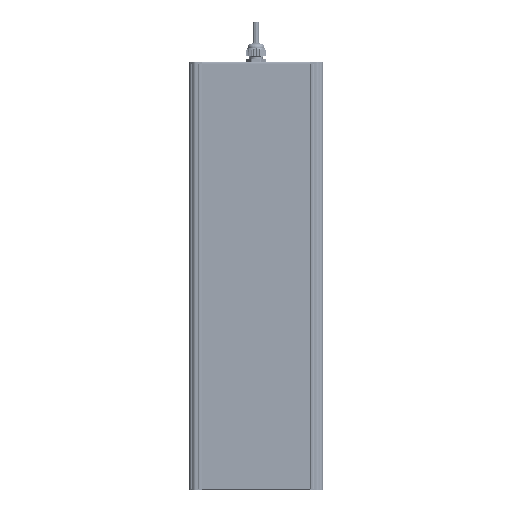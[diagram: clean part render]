
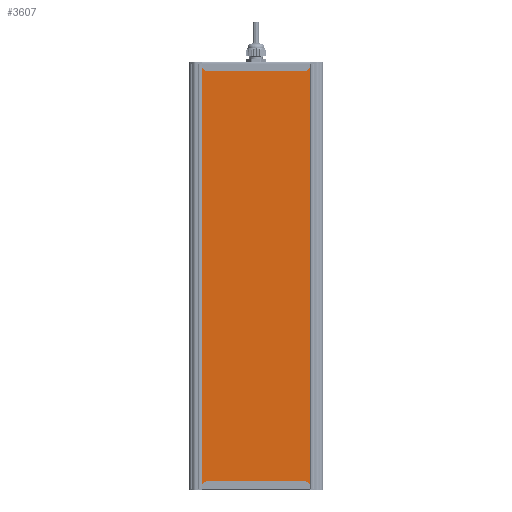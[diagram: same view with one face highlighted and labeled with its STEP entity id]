
A CAD part, front view. The second image highlights one B-rep face of the part: STEP entity #3607.
In plain terms, the highlighted face is planar.
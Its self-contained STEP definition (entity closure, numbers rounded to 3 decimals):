
#3607=ADVANCED_FACE('',(#13668),#13670,.T.);
#13668=FACE_BOUND('',#13669,.T.);
#13669=EDGE_LOOP('',(#42690,#42691,#42692,#42693));
#13670=PLANE('',#13671);
#13671=AXIS2_PLACEMENT_3D('',#13672,#13673,#13674);
#13672=CARTESIAN_POINT('',(2111.497,401.002,-34.582));
#13673=DIRECTION('',(0.,0.,-1.));
#13674=DIRECTION('',(0.,1.,0.));
#42690=ORIENTED_EDGE('',*,*,#49656,.F.);
#42691=ORIENTED_EDGE('',*,*,#49655,.T.);
#42692=ORIENTED_EDGE('',*,*,#49657,.F.);
#42693=ORIENTED_EDGE('',*,*,#49658,.F.);
#49655=EDGE_CURVE('',#55431,#55435,#55437,.T.);
#49656=EDGE_CURVE('',#55431,#55438,#55439,.T.);
#49657=EDGE_CURVE('',#55440,#55435,#55441,.T.);
#49658=EDGE_CURVE('',#55438,#55440,#55442,.T.);
#55431=VERTEX_POINT('',#74493);
#55435=VERTEX_POINT('',#74501);
#55437=LINE('',#74505,#74506);
#55438=VERTEX_POINT('',#74508);
#55439=LINE('',#74509,#74510);
#55440=VERTEX_POINT('',#74512);
#55441=LINE('',#74513,#74514);
#55442=LINE('',#74516,#74517);
#74493=CARTESIAN_POINT('',(2111.497,565.13,-34.582));
#74501=CARTESIAN_POINT('',(2707.497,565.13,-34.582));
#74505=CARTESIAN_POINT('',(2111.497,565.13,-34.582));
#74506=VECTOR('',#74507,1.);
#74507=DIRECTION('',(1.,0.,0.));
#74508=CARTESIAN_POINT('',(2111.497,401.002,-34.582));
#74509=CARTESIAN_POINT('',(2111.497,565.13,-34.582));
#74510=VECTOR('',#74511,1.);
#74511=DIRECTION('',(0.,-1.,0.));
#74512=CARTESIAN_POINT('',(2707.497,401.002,-34.582));
#74513=CARTESIAN_POINT('',(2707.497,401.002,-34.582));
#74514=VECTOR('',#74515,1.);
#74515=DIRECTION('',(0.,1.,0.));
#74516=CARTESIAN_POINT('',(2111.497,401.002,-34.582));
#74517=VECTOR('',#74518,1.);
#74518=DIRECTION('',(1.,0.,0.));
